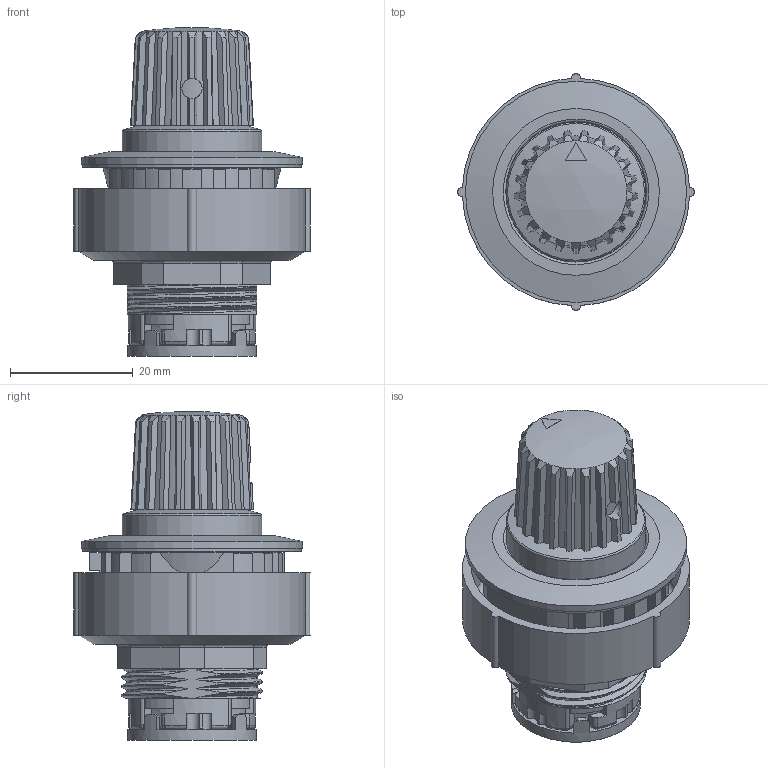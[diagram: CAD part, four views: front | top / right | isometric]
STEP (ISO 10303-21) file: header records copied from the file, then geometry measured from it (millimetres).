
FILE_DESCRIPTION(/* description */ (''),/* implementation_level */ '2;1');
FILE_NAME(/* name */ 'KRJMR_vereinfacht.stp',/* time_stamp */ '2018-04-11T14:55:35+02:00',/* author */ ('mreiber'),/* organization */ (''),/* preprocessor_version */ 'ST-DEVELOPER v16.1',/* originating_system */ 'Autodesk Inventor 2016',/* authorisation */ '');
FILE_SCHEMA (('AUTOMOTIVE_DESIGN { 1 0 10303 214 3 1 1 }'));
Length unit declared in the file: centimetre
Products named in the file (1): KRJMR_vereinfacht
Bounding box: 38.49 x 38.49 x 53.56 mm (x, y, z)
Volume: 25586.2 mm3; surface area: 10415 mm2
Topology: 1 solids, 1 shells, 456 faces, 1208 edges, 761 vertices
Faces by surface type: plane 177, cylinder 136, cone 68, bspline 39, torus 33, sphere 3
Full cylindrical faces by diameter (mm): 3.3 x1, 21 x1, 22.7 x1, 22.9 x1, 25.275 x1, 29 x1, 34 x1, 35.5 x1, 36 x1
Entity records: 16186 total; most frequent: CARTESIAN_POINT 5387, ORIENTED_EDGE 2358, DIRECTION 2207, EDGE_CURVE 1179, AXIS2_PLACEMENT_3D 884, VERTEX_POINT 755, EDGE_LOOP 486, FACE_OUTER_BOUND 456
